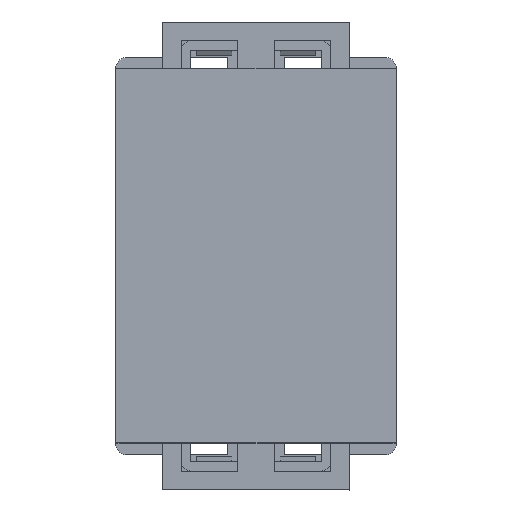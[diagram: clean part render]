
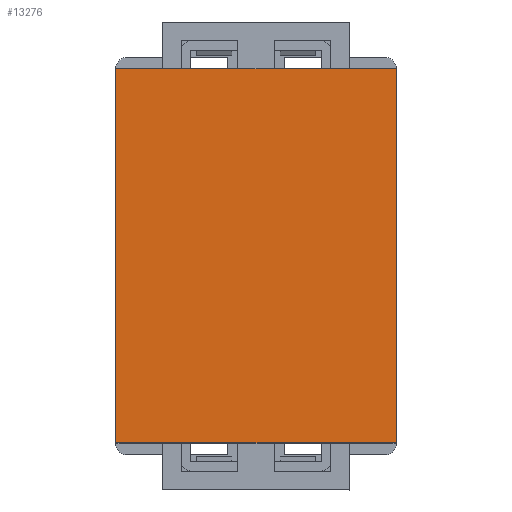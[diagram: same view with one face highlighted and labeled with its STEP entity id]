
A CAD part, top view. The second image highlights one B-rep face of the part: STEP entity #13276.
In plain terms, the highlighted planar face has unit normal (0, 0, 1).
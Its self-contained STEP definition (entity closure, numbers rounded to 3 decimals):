
#1126=ORIENTED_EDGE('',*,*,#5155,.T.);
#1127=ORIENTED_EDGE('',*,*,#5190,.F.);
#1128=ORIENTED_EDGE('',*,*,#5157,.F.);
#1129=ORIENTED_EDGE('',*,*,#5191,.T.);
#5155=EDGE_CURVE('',#7195,#7211,#8511,.T.);
#5157=EDGE_CURVE('',#7213,#7214,#8513,.T.);
#5190=EDGE_CURVE('',#7214,#7211,#8542,.T.);
#5191=EDGE_CURVE('',#7213,#7195,#8543,.T.);
#7195=VERTEX_POINT('',#19239);
#7211=VERTEX_POINT('',#19271);
#7213=VERTEX_POINT('',#19276);
#7214=VERTEX_POINT('',#19278);
#8511=LINE('',#19272,#9899);
#8513=LINE('',#19277,#9901);
#8542=LINE('',#19342,#9930);
#8543=LINE('',#19344,#9931);
#9899=VECTOR('',#15400,1000.);
#9901=VECTOR('',#15404,1000.);
#9930=VECTOR('',#15473,1000.);
#9931=VECTOR('',#15476,1000.);
#11292=EDGE_LOOP('',(#1126,#1127,#1128,#1129));
#12068=FACE_BOUND('',#11292,.T.);
#12840=PLANE('',#14166);
#13276=ADVANCED_FACE('',(#12068),#12840,.F.);
#14166=AXIS2_PLACEMENT_3D('',#19343,#15474,#15475);
#15400=DIRECTION('',(0.,-1.,0.));
#15404=DIRECTION('',(0.,-1.,0.));
#15473=DIRECTION('',(-1.,0.,0.));
#15474=DIRECTION('',(0.,0.,-1.));
#15475=DIRECTION('',(0.,-1.,0.));
#15476=DIRECTION('',(-1.,0.,0.));
#19239=CARTESIAN_POINT('',(-4.,3.,1.85));
#19271=CARTESIAN_POINT('',(-4.,-3.,1.85));
#19272=CARTESIAN_POINT('',(-4.,3.,1.85));
#19276=CARTESIAN_POINT('',(4.,3.,1.85));
#19277=CARTESIAN_POINT('',(4.,3.,1.85));
#19278=CARTESIAN_POINT('',(4.,-3.,1.85));
#19342=CARTESIAN_POINT('',(4.,-3.,1.85));
#19343=CARTESIAN_POINT('',(4.,3.,1.85));
#19344=CARTESIAN_POINT('',(4.,3.,1.85));
